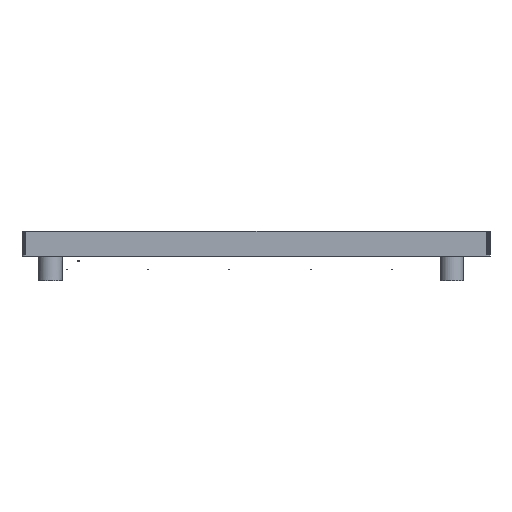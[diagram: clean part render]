
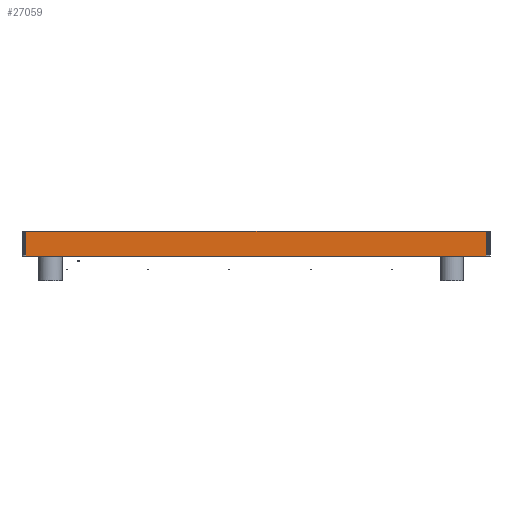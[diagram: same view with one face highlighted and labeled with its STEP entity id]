
A CAD part, left-side view. The second image highlights one B-rep face of the part: STEP entity #27059.
In plain terms, the highlighted planar face has unit normal (-1, 0, 0).
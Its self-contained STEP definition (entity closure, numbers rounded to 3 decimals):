
#2899=LINE('',#43835,#5629);
#2900=LINE('',#43837,#5630);
#2901=LINE('',#43839,#5631);
#2902=LINE('',#43840,#5632);
#5629=VECTOR('',#34655,10.);
#5630=VECTOR('',#34656,10.);
#5631=VECTOR('',#34657,10.);
#5632=VECTOR('',#34658,10.);
#7205=PLANE('',#29214);
#8447=FACE_OUTER_BOUND('',#9810,.T.);
#9810=EDGE_LOOP('',(#22926,#22927,#22928,#22929));
#13014=VERTEX_POINT('',#43833);
#13015=VERTEX_POINT('',#43834);
#13016=VERTEX_POINT('',#43836);
#13017=VERTEX_POINT('',#43838);
#16448=EDGE_CURVE('',#13014,#13015,#2899,.T.);
#16449=EDGE_CURVE('',#13015,#13016,#2900,.T.);
#16450=EDGE_CURVE('',#13017,#13016,#2901,.T.);
#16451=EDGE_CURVE('',#13014,#13017,#2902,.T.);
#22926=ORIENTED_EDGE('',*,*,#16448,.T.);
#22927=ORIENTED_EDGE('',*,*,#16449,.T.);
#22928=ORIENTED_EDGE('',*,*,#16450,.F.);
#22929=ORIENTED_EDGE('',*,*,#16451,.F.);
#27059=ADVANCED_FACE('',(#8447),#7205,.T.);
#29214=AXIS2_PLACEMENT_3D('',#43832,#34653,#34654);
#34653=DIRECTION('center_axis',(-1.,0.,0.));
#34654=DIRECTION('ref_axis',(0.,0.,1.));
#34655=DIRECTION('',(0.,0.,1.));
#34656=DIRECTION('',(0.,1.,0.));
#34657=DIRECTION('',(0.,0.,1.));
#34658=DIRECTION('',(0.,1.,0.));
#43832=CARTESIAN_POINT('Origin',(4.076,57.277,15.));
#43833=CARTESIAN_POINT('',(4.076,10.541,10.));
#43834=CARTESIAN_POINT('',(4.076,10.541,15.));
#43835=CARTESIAN_POINT('',(4.076,10.541,10.));
#43836=CARTESIAN_POINT('',(4.076,104.013,15.));
#43837=CARTESIAN_POINT('',(4.076,10.541,15.));
#43838=CARTESIAN_POINT('',(4.076,104.013,10.));
#43839=CARTESIAN_POINT('',(4.076,104.013,10.));
#43840=CARTESIAN_POINT('',(4.076,10.541,10.));
